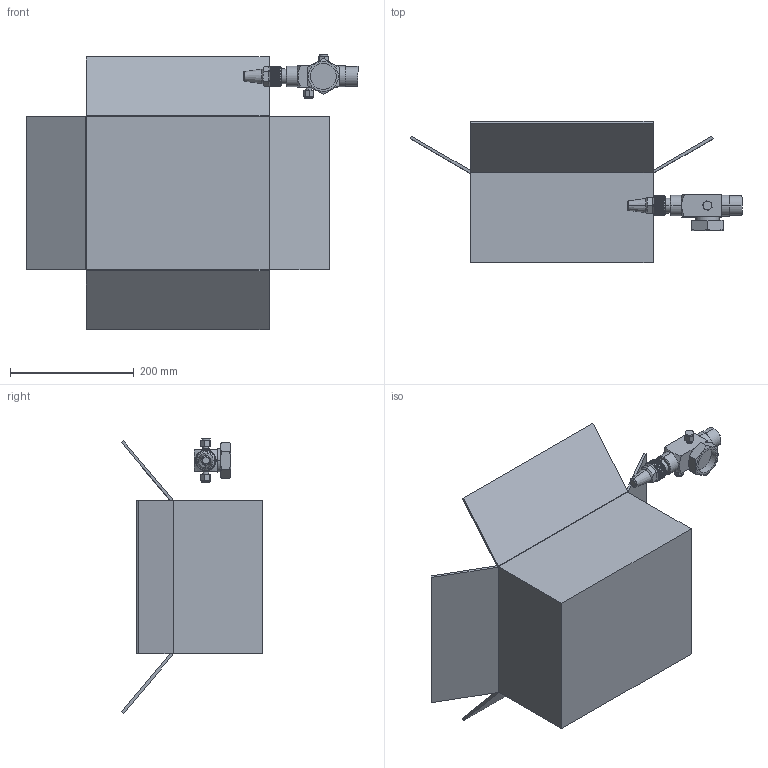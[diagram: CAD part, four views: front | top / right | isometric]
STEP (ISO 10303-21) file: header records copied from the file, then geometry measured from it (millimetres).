
FILE_DESCRIPTION (( 'STEP AP203' ), '1' );
FILE_NAME ('0ZZ0261B.STEP', '2024-11-29T14:14:05', ( '' ), ( '' ), 'SwSTEP 2.0', 'SolidWorks 2022', '' );
FILE_SCHEMA (( 'CONFIG_CONTROL_DESIGN' ));
Length unit declared in the file: millimetre
Products named in the file (3): 6804506V02_Sin Tapon; 0ZZ0261B; 119-8440_OPEN BOX
Assembly tree (2 placements, depth 2):
  0ZZ0261B
    6804506V02_Sin Tapon
    119-8440_OPEN BOX
Bounding box: 536.2 x 227.6 x 444.34 mm (x, y, z)
Volume: 5430709.8 mm3; surface area: 701085.5 mm2
Topology: 11 solids, 11 shells, 394 faces, 927 edges, 608 vertices
Faces by surface type: plane 291, cylinder 85, cone 12, torus 6
Entity records: 11874 total; most frequent: CARTESIAN_POINT 2316, DIRECTION 1967, ORIENTED_EDGE 1854, EDGE_CURVE 927, AXIS2_PLACEMENT_3D 687, VERTEX_POINT 608, VECTOR 593, LINE 593
